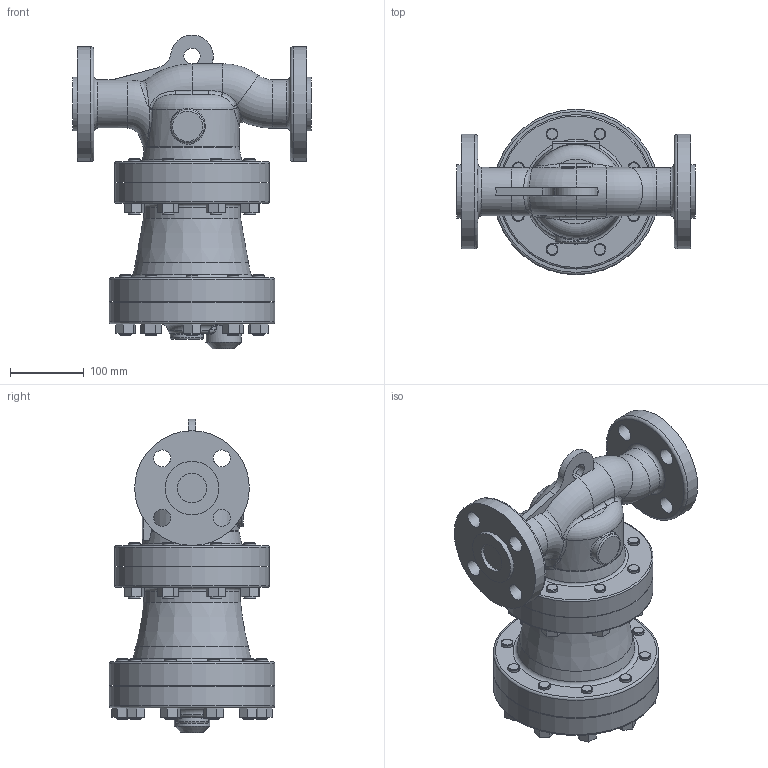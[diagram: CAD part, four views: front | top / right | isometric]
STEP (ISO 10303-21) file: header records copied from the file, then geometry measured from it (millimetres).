
FILE_DESCRIPTION((''),'2;1');
FILE_NAME('dc3ah-040-a0600-00.stp','2014-02-14T12:54:42',('akifuji'),(''),'Autodesk Inventor 2012','Autodesk Inventor 2012','');
FILE_SCHEMA(('AUTOMOTIVE_DESIGN { 1 0 10303 214 1 1 1 1 }'));
Length unit declared in the file: millimetre
Products named in the file (1): dc3ah-040-a0600-00
Bounding box: 325 x 225 x 426.96 mm (x, y, z)
Volume: 9137781.4 mm3; surface area: 508219.4 mm2
Topology: 1 solids, 1 shells, 441 faces, 1047 edges, 675 vertices
Faces by surface type: plane 222, cylinder 112, cone 40, bspline 34, torus 33
Full cylindrical faces by diameter (mm): 16 x54, 22.2 x1, 23 x8, 27.7 x1, 40 x2, 45 x2, 48 x1, 66 x2, 73 x2, 132 x1, 150 x1, 156 x2, 162.5 x1, 210 x2, 225 x2
Entity records: 13963 total; most frequent: CARTESIAN_POINT 4471, DIRECTION 1883, ORIENTED_EDGE 1750, EDGE_CURVE 875, AXIS2_PLACEMENT_3D 741, EDGE_LOOP 700, VERTEX_POINT 641, FACE_OUTER_BOUND 441
